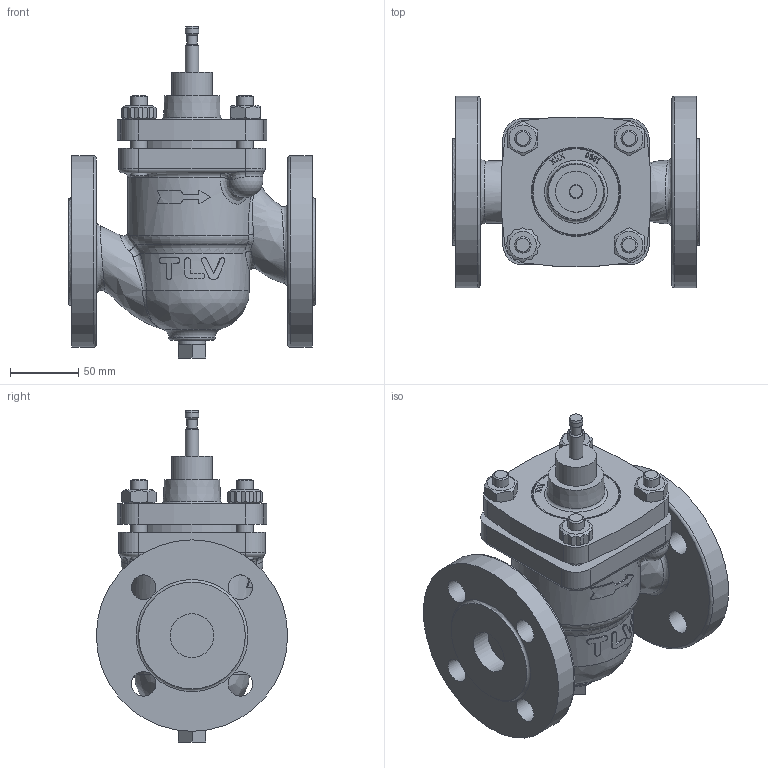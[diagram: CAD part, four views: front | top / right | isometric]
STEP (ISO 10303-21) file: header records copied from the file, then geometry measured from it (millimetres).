
FILE_DESCRIPTION(/* description */ (''),/* implementation_level */ '2;1');
FILE_NAME(/* name */ 'rct16-032-e0025-01.stp',/* time_stamp */ '2019-06-20T10:15:38+09:00',/* author */ ('asada'),/* organization */ (''),/* preprocessor_version */ 'ST-DEVELOPER v15.6',/* originating_system */ 'Autodesk Inventor 2015',/* authorisation */ '');
FILE_SCHEMA (('AUTOMOTIVE_DESIGN { 1 0 10303 214 3 1 1 }'));
Length unit declared in the file: centimetre
Products named in the file (1): rct16-032-e0025-01
Bounding box: 180 x 140 x 242.84 mm (x, y, z)
Volume: 1778499.8 mm3; surface area: 184478.5 mm2
Topology: 1 solids, 3 shells, 399 faces, 1021 edges, 654 vertices
Faces by surface type: plane 155, bspline 141, cylinder 58, torus 24, cone 19, sphere 2
Full cylindrical faces by diameter (mm): 7.5 x1, 10 x2, 12 x10, 13 x4, 18 x8, 18.014 x1, 19.799 x1, 29.97 x1, 32 x2, 34 x1, 64 x1, 65.3 x1, 87.837 x1, 140 x2
Entity records: 16893 total; most frequent: CARTESIAN_POINT 8554, ORIENTED_EDGE 1860, DIRECTION 1301, EDGE_CURVE 930, VERTEX_POINT 633, EDGE_LOOP 519, AXIS2_PLACEMENT_3D 486, FACE_OUTER_BOUND 399
